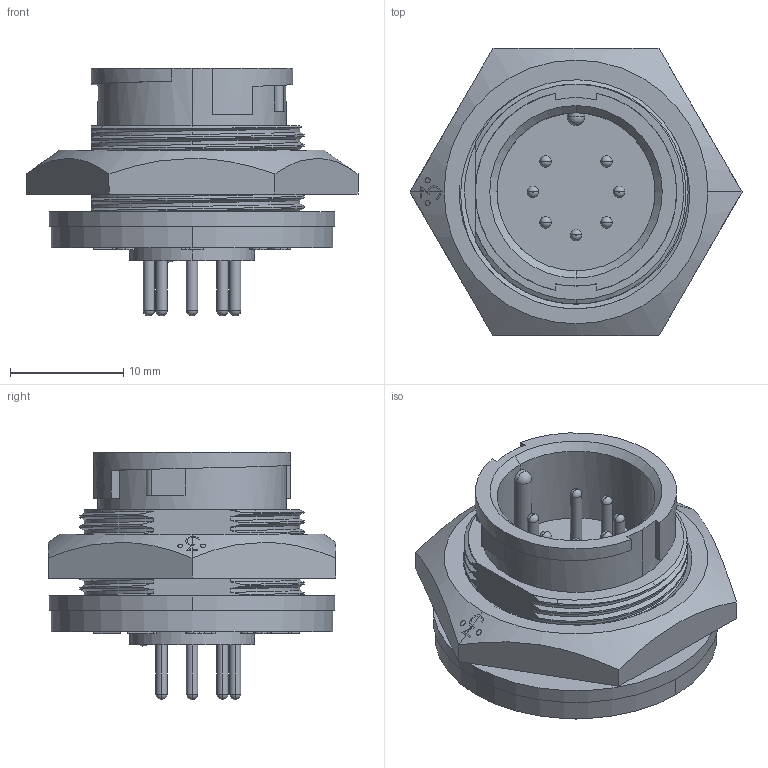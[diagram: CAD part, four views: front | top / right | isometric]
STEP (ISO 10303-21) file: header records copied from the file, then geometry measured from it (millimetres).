
FILE_DESCRIPTION (( 'STEP AP203' ), '1' );
FILE_NAME ('4281-7PG-300.STEP', '2013-10-02T13:51:27', ( '21FPBF1' ), ( 'Conxall' ), 'SwSTEP 2.0', 'SolidWorks 2012', '' );
FILE_SCHEMA (( 'CONFIG_CONTROL_DESIGN' ));
Length unit declared in the file: inch
Products named in the file (1): 4281-7PG-300
Bounding box: 29.33 x 25.4 x 21.87 mm (x, y, z)
Volume: 4716.7 mm3; surface area: 3988.2 mm2
Topology: 2 solids, 2 shells, 427 faces, 1125 edges, 737 vertices
Faces by surface type: plane 175, bspline 113, cylinder 92, torus 28, cone 16, sphere 3
Entity records: 24321 total; most frequent: CARTESIAN_POINT 14823, ORIENTED_EDGE 2246, DIRECTION 1505, EDGE_CURVE 1123, VERTEX_POINT 736, LINE 527, VECTOR 527, AXIS2_PLACEMENT_3D 489
